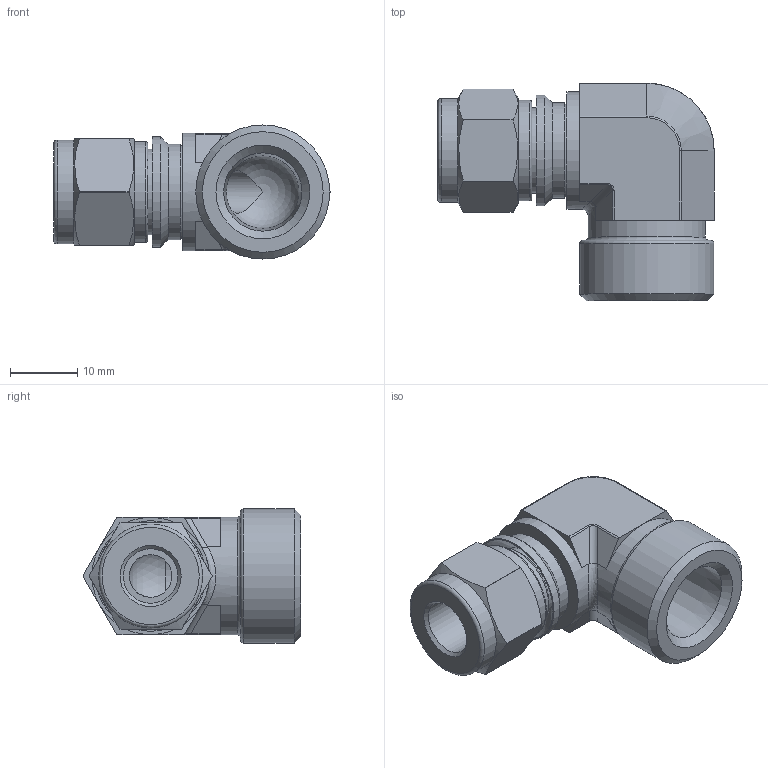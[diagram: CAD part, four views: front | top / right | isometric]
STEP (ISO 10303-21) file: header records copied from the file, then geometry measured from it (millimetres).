
FILE_DESCRIPTION(/* description */ (''),/* implementation_level */ '2;1');
FILE_NAME(/* name */ 'SFEI-5-4N.stp',/* time_stamp */ '2022-05-02T08:33:18+09:00',/* author */ ('user'),/* organization */ (''),/* preprocessor_version */ 'ST-DEVELOPER v18.1',/* originating_system */ 'Autodesk Inventor 2022',/* authorisation */ '');
FILE_SCHEMA (('AUTOMOTIVE_DESIGN { 1 0 10303 214 3 1 1 }'));
Length unit declared in the file: millimetre
Products named in the file (1): SFE-5-4N
Bounding box: 41.23 x 32.46 x 20 mm (x, y, z)
Volume: 9286 mm3; surface area: 5504.3 mm2
Topology: 1 solids, 1 shells, 90 faces, 207 edges, 125 vertices
Faces by surface type: plane 35, cylinder 31, cone 13, torus 7, bspline 3, sphere 1
Full cylindrical faces by diameter (mm): 6.35 x1, 8.14 x1, 10.9 x1, 11 x1, 11.4 x1, 12.7 x1, 14.2 x1, 15 x1, 15.5 x1, 16.5 x1, 17.5 x2, 20 x1
Entity records: 2663 total; most frequent: CARTESIAN_POINT 560, DIRECTION 466, ORIENTED_EDGE 412, EDGE_CURVE 206, AXIS2_PLACEMENT_3D 189, VERTEX_POINT 125, EDGE_LOOP 99, CIRCLE 95
